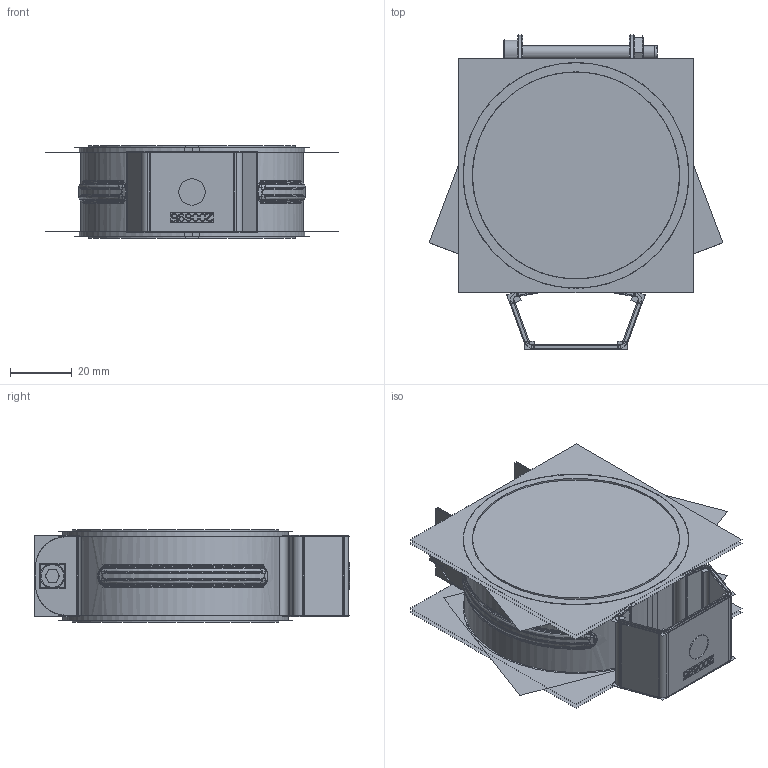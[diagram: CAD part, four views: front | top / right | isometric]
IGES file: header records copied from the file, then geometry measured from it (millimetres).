
Start section:  PTC IGES file: 215260.igs
Global section: file name: 215260.igs; native system: Creo Parametric by PTC Inc.; preprocessor: 2019292; author: PDMAdmin; organization: Unknown; date: 20200928.085405; units: millimetre
Bounding box: 94.94 x 101.98 x 29.95 mm (x, y, z)
Volume: 18250.7 mm3; surface area: 159651.6 mm2
Topology: 4 solids, 4 shells, 908 faces, 4352 edges, 5272 vertices
Faces by surface type: bspline 748, revolution 160
